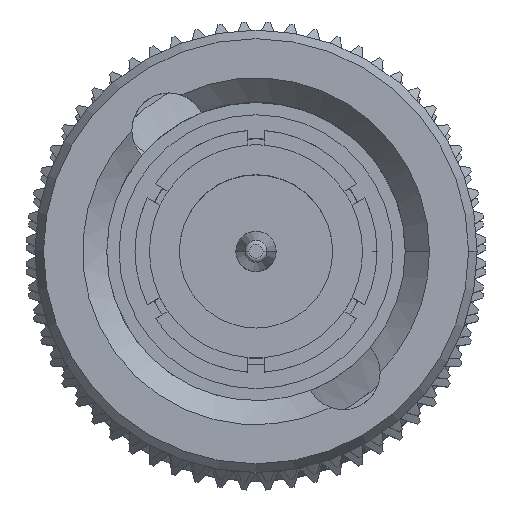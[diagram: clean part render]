
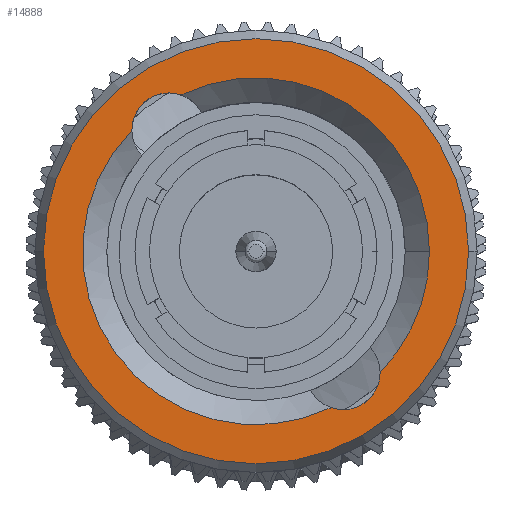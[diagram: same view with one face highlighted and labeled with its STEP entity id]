
A CAD part, top view. The second image highlights one B-rep face of the part: STEP entity #14888.
In plain terms, the highlighted face is planar.
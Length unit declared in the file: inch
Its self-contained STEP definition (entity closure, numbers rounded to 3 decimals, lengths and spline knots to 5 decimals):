
#342 = AXIS2_PLACEMENT_3D ( 'NONE', #8557, #3683, #13219 ) ;
#477 = EDGE_CURVE ( 'NONE', #2180, #2843, #11584, .T. ) ;
#545 = CARTESIAN_POINT ( 'NONE',  ( 0.33873, 0., 0. ) ) ;
#548 = CIRCLE ( 'NONE', #1759, 0.046 ) ;
#758 = CARTESIAN_POINT ( 'NONE',  ( 0.33873, 0., 0.26339 ) ) ;
#1759 = AXIS2_PLACEMENT_3D ( 'NONE', #12925, #3154, #5152 ) ;
#2121 = DIRECTION ( 'NONE',  ( 0., 0., 1. ) ) ;
#2180 = VERTEX_POINT ( 'NONE', #8142 ) ;
#2345 = DIRECTION ( 'NONE',  ( -1., 0., 0. ) ) ;
#2357 = AXIS2_PLACEMENT_3D ( 'NONE', #5739, #6964, #4420 ) ;
#2611 = DIRECTION ( 'NONE',  ( 1., 0., 0. ) ) ;
#2843 = VERTEX_POINT ( 'NONE', #758 ) ;
#3089 = DIRECTION ( 'NONE',  ( 0., 0., 1. ) ) ;
#3154 = DIRECTION ( 'NONE',  ( -1., 0., 0. ) ) ;
#3662 = DIRECTION ( 'NONE',  ( 0., 0., -1. ) ) ;
#3683 = DIRECTION ( 'NONE',  ( 1., 0., 0. ) ) ;
#3716 = EDGE_CURVE ( 'NONE', #13882, #4204, #548, .T. ) ;
#3932 = VERTEX_POINT ( 'NONE', #10809 ) ;
#4204 = VERTEX_POINT ( 'NONE', #10564 ) ;
#4247 = AXIS2_PLACEMENT_3D ( 'NONE', #14398, #6191, #6118 ) ;
#4420 = DIRECTION ( 'NONE',  ( 0., 0., -1. ) ) ;
#4608 = CARTESIAN_POINT ( 'NONE',  ( 0.33873, 0., 0.21494 ) ) ;
#4702 = AXIS2_PLACEMENT_3D ( 'NONE', #5530, #9006, #3089 ) ;
#4736 = CIRCLE ( 'NONE', #4247, 0.046 ) ;
#5132 = EDGE_CURVE ( 'NONE', #3932, #11116, #15026, .T. ) ;
#5152 = DIRECTION ( 'NONE',  ( 0., 0., -1. ) ) ;
#5199 = CARTESIAN_POINT ( 'NONE',  ( 0.33873, 0., -0.26339 ) ) ;
#5530 = CARTESIAN_POINT ( 'NONE',  ( 0.33873, 0.15026, -0.10782 ) ) ;
#5574 = EDGE_CURVE ( 'NONE', #3932, #13882, #4736, .T. ) ;
#5739 = CARTESIAN_POINT ( 'NONE',  ( 0.33873, 0., 0. ) ) ;
#6118 = DIRECTION ( 'NONE',  ( 0., 0., -1. ) ) ;
#6188 = CIRCLE ( 'NONE', #4702, 0.046 ) ;
#6191 = DIRECTION ( 'NONE',  ( -1., 0., 0. ) ) ;
#6274 = AXIS2_PLACEMENT_3D ( 'NONE', #5199, #11966, #7527 ) ;
#6964 = DIRECTION ( 'NONE',  ( 1., 0., 0. ) ) ;
#7133 = ORIENTED_EDGE ( 'NONE', *, *, #5574, .F. ) ;
#7278 = ORIENTED_EDGE ( 'NONE', *, *, #5132, .T. ) ;
#7336 = VERTEX_POINT ( 'NONE', #4608 ) ;
#7527 = DIRECTION ( 'NONE',  ( 0., 0., -1. ) ) ;
#7550 = CARTESIAN_POINT ( 'NONE',  ( 0.33873, 0., 0. ) ) ;
#8142 = CARTESIAN_POINT ( 'NONE',  ( 0.33873, 0., -0.26339 ) ) ;
#8292 = ORIENTED_EDGE ( 'NONE', *, *, #3716, .F. ) ;
#8557 = CARTESIAN_POINT ( 'NONE',  ( 0.33873, 0., 0. ) ) ;
#8596 = FACE_BOUND ( 'NONE', #10795, .T. ) ;
#9006 = DIRECTION ( 'NONE',  ( -1., 0., 0. ) ) ;
#9164 = AXIS2_PLACEMENT_3D ( 'NONE', #545, #2611, #3662 ) ;
#9637 = EDGE_CURVE ( 'NONE', #12626, #11116, #6188, .T. ) ;
#10378 = ORIENTED_EDGE ( 'NONE', *, *, #12724, .T. ) ;
#10515 = CARTESIAN_POINT ( 'NONE',  ( 0.33873, -0.15026, 0.15382 ) ) ;
#10564 = CARTESIAN_POINT ( 'NONE',  ( 0.33873, -0.15014, 0.15382 ) ) ;
#10582 = EDGE_CURVE ( 'NONE', #12626, #7336, #13068, .T. ) ;
#10591 = AXIS2_PLACEMENT_3D ( 'NONE', #7550, #12449, #12221 ) ;
#10670 = CIRCLE ( 'NONE', #11893, 0.26339 ) ;
#10795 = EDGE_LOOP ( 'NONE', ( #13677, #10862, #10378, #8292, #7133, #7278 ) ) ;
#10809 = CARTESIAN_POINT ( 'NONE',  ( 0.33873, -0.1938, 0.09296 ) ) ;
#10862 = ORIENTED_EDGE ( 'NONE', *, *, #10582, .T. ) ;
#10901 = CARTESIAN_POINT ( 'NONE',  ( 0.33873, 0.15014, -0.15382 ) ) ;
#11116 = VERTEX_POINT ( 'NONE', #10901 ) ;
#11211 = CARTESIAN_POINT ( 'NONE',  ( 0.33873, 0.1938, -0.09296 ) ) ;
#11584 = CIRCLE ( 'NONE', #10591, 0.26339 ) ;
#11893 = AXIS2_PLACEMENT_3D ( 'NONE', #13761, #2345, #2121 ) ;
#11894 = EDGE_CURVE ( 'NONE', #2843, #2180, #10670, .T. ) ;
#11966 = DIRECTION ( 'NONE',  ( 1., 0., 0. ) ) ;
#12221 = DIRECTION ( 'NONE',  ( 0., 0., 1. ) ) ;
#12449 = DIRECTION ( 'NONE',  ( -1., 0., 0. ) ) ;
#12626 = VERTEX_POINT ( 'NONE', #11211 ) ;
#12724 = EDGE_CURVE ( 'NONE', #7336, #4204, #13084, .T. ) ;
#12925 = CARTESIAN_POINT ( 'NONE',  ( 0.33873, -0.15026, 0.10782 ) ) ;
#13068 = CIRCLE ( 'NONE', #342, 0.21494 ) ;
#13084 = CIRCLE ( 'NONE', #2357, 0.21494 ) ;
#13119 = FACE_OUTER_BOUND ( 'NONE', #14744, .T. ) ;
#13219 = DIRECTION ( 'NONE',  ( 0., 0., -1. ) ) ;
#13256 = PLANE ( 'NONE',  #6274 ) ;
#13677 = ORIENTED_EDGE ( 'NONE', *, *, #9637, .F. ) ;
#13761 = CARTESIAN_POINT ( 'NONE',  ( 0.33873, 0., 0. ) ) ;
#13882 = VERTEX_POINT ( 'NONE', #10515 ) ;
#14173 = ORIENTED_EDGE ( 'NONE', *, *, #11894, .T. ) ;
#14398 = CARTESIAN_POINT ( 'NONE',  ( 0.33873, -0.15026, 0.10782 ) ) ;
#14744 = EDGE_LOOP ( 'NONE', ( #14916, #14173 ) ) ;
#14888 = ADVANCED_FACE ( 'NONE', ( #13119, #8596 ), #13256, .F. ) ;
#14916 = ORIENTED_EDGE ( 'NONE', *, *, #477, .T. ) ;
#15026 = CIRCLE ( 'NONE', #9164, 0.21494 ) ;
